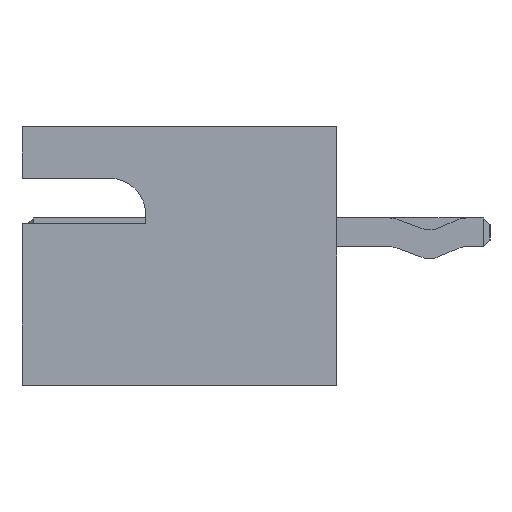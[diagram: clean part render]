
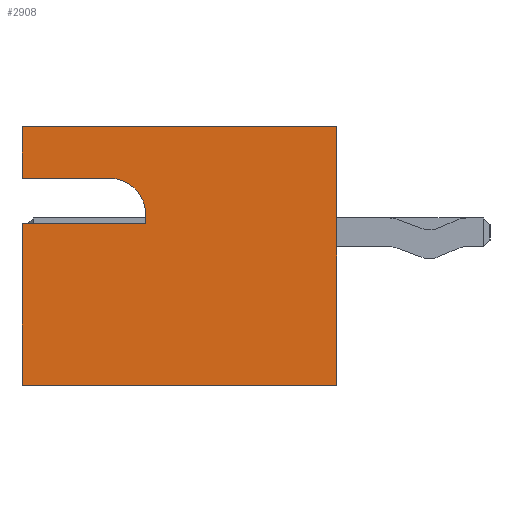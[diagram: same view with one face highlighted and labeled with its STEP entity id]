
A CAD part, left-side view. The second image highlights one B-rep face of the part: STEP entity #2908.
In plain terms, the highlighted planar face has unit normal (-1, 0, 0).
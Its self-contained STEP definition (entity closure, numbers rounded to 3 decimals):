
#23 = VECTOR ( 'NONE', #85, 1000. ) ;
#25 = DIRECTION ( 'NONE',  ( 0., -1., 0. ) ) ;
#30 = LINE ( 'NONE', #1909, #3350 ) ;
#77 = EDGE_CURVE ( 'NONE', #663, #369, #1208, .T. ) ;
#85 = DIRECTION ( 'NONE',  ( 0., 0., 1. ) ) ;
#150 = CARTESIAN_POINT ( 'NONE',  ( -4.95, 4.25, 2.875 ) ) ;
#166 = CARTESIAN_POINT ( 'NONE',  ( -4.95, 5.05, 0.925 ) ) ;
#224 = CARTESIAN_POINT ( 'NONE',  ( -4.95, 7., 1.725 ) ) ;
#298 = ORIENTED_EDGE ( 'NONE', *, *, #387, .F. ) ;
#359 = AXIS2_PLACEMENT_3D ( 'NONE', #3121, #735, #3100 ) ;
#369 = VERTEX_POINT ( 'NONE', #459 ) ;
#387 = EDGE_CURVE ( 'NONE', #1813, #663, #1176, .T. ) ;
#459 = CARTESIAN_POINT ( 'NONE',  ( -4.95, 5.05, 1.725 ) ) ;
#641 = ORIENTED_EDGE ( 'NONE', *, *, #2573, .F. ) ;
#663 = VERTEX_POINT ( 'NONE', #2304 ) ;
#709 = CARTESIAN_POINT ( 'NONE',  ( -4.95, 7., -2.875 ) ) ;
#735 = DIRECTION ( 'NONE',  ( 1., 0., 0. ) ) ;
#795 = VERTEX_POINT ( 'NONE', #4105 ) ;
#804 = VECTOR ( 'NONE', #2609, 1000. ) ;
#832 = DIRECTION ( 'NONE',  ( 0., 0., -1. ) ) ;
#858 = CARTESIAN_POINT ( 'NONE',  ( -4.95, 0., -2.875 ) ) ;
#890 = ORIENTED_EDGE ( 'NONE', *, *, #1218, .T. ) ;
#1129 = EDGE_CURVE ( 'NONE', #369, #4028, #1881, .T. ) ;
#1176 = LINE ( 'NONE', #150, #2884 ) ;
#1197 = LINE ( 'NONE', #1860, #2648 ) ;
#1208 = CIRCLE ( 'NONE', #1921, 0.8 ) ;
#1218 = EDGE_CURVE ( 'NONE', #1640, #3742, #30, .T. ) ;
#1262 = ORIENTED_EDGE ( 'NONE', *, *, #1129, .F. ) ;
#1310 = EDGE_CURVE ( 'NONE', #4028, #1517, #3928, .T. ) ;
#1438 = CARTESIAN_POINT ( 'NONE',  ( -4.95, 7., 2.875 ) ) ;
#1448 = PLANE ( 'NONE',  #359 ) ;
#1488 = DIRECTION ( 'NONE',  ( 0., 0., 1. ) ) ;
#1505 = DIRECTION ( 'NONE',  ( 0., -1., 0. ) ) ;
#1517 = VERTEX_POINT ( 'NONE', #3902 ) ;
#1640 = VERTEX_POINT ( 'NONE', #709 ) ;
#1652 = CARTESIAN_POINT ( 'NONE',  ( -4.95, 7., 0.725 ) ) ;
#1722 = FACE_OUTER_BOUND ( 'NONE', #3519, .T. ) ;
#1768 = EDGE_CURVE ( 'NONE', #1640, #2439, #1951, .T. ) ;
#1813 = VERTEX_POINT ( 'NONE', #3170 ) ;
#1818 = DIRECTION ( 'NONE',  ( 0., 0., -1. ) ) ;
#1860 = CARTESIAN_POINT ( 'NONE',  ( -4.95, 0., 2.875 ) ) ;
#1881 = LINE ( 'NONE', #224, #804 ) ;
#1909 = CARTESIAN_POINT ( 'NONE',  ( -4.95, 7., -2.875 ) ) ;
#1915 = DIRECTION ( 'NONE',  ( 0., -1., 0. ) ) ;
#1921 = AXIS2_PLACEMENT_3D ( 'NONE', #166, #2188, #1818 ) ;
#1951 = LINE ( 'NONE', #1438, #23 ) ;
#2034 = VECTOR ( 'NONE', #1915, 1000. ) ;
#2062 = EDGE_CURVE ( 'NONE', #795, #3742, #1197, .T. ) ;
#2188 = DIRECTION ( 'NONE',  ( -1., 0., 0. ) ) ;
#2304 = CARTESIAN_POINT ( 'NONE',  ( -4.95, 4.25, 0.925 ) ) ;
#2317 = VECTOR ( 'NONE', #25, 1000. ) ;
#2389 = CARTESIAN_POINT ( 'NONE',  ( -4.95, 7., 1.725 ) ) ;
#2424 = ORIENTED_EDGE ( 'NONE', *, *, #3157, .F. ) ;
#2439 = VERTEX_POINT ( 'NONE', #1652 ) ;
#2573 = EDGE_CURVE ( 'NONE', #2439, #1813, #3152, .T. ) ;
#2609 = DIRECTION ( 'NONE',  ( 0., 1., 0. ) ) ;
#2648 = VECTOR ( 'NONE', #832, 1000. ) ;
#2663 = CARTESIAN_POINT ( 'NONE',  ( -4.95, 7., 0. ) ) ;
#2710 = CARTESIAN_POINT ( 'NONE',  ( -4.95, 7., 0.725 ) ) ;
#2839 = ORIENTED_EDGE ( 'NONE', *, *, #2062, .F. ) ;
#2884 = VECTOR ( 'NONE', #1488, 1000. ) ;
#2908 = ADVANCED_FACE ( 'NONE', ( #1722 ), #1448, .F. ) ;
#3009 = ORIENTED_EDGE ( 'NONE', *, *, #1768, .F. ) ;
#3093 = LINE ( 'NONE', #4319, #2034 ) ;
#3100 = DIRECTION ( 'NONE',  ( 0., 0., -1. ) ) ;
#3121 = CARTESIAN_POINT ( 'NONE',  ( -4.95, 7., 2.875 ) ) ;
#3152 = LINE ( 'NONE', #2710, #2317 ) ;
#3157 = EDGE_CURVE ( 'NONE', #1517, #795, #3093, .T. ) ;
#3170 = CARTESIAN_POINT ( 'NONE',  ( -4.95, 4.25, 0.725 ) ) ;
#3296 = DIRECTION ( 'NONE',  ( 0., 0., 1. ) ) ;
#3350 = VECTOR ( 'NONE', #1505, 1000. ) ;
#3519 = EDGE_LOOP ( 'NONE', ( #641, #3009, #890, #2839, #2424, #3774, #1262, #3758, #298 ) ) ;
#3742 = VERTEX_POINT ( 'NONE', #858 ) ;
#3758 = ORIENTED_EDGE ( 'NONE', *, *, #77, .F. ) ;
#3774 = ORIENTED_EDGE ( 'NONE', *, *, #1310, .F. ) ;
#3902 = CARTESIAN_POINT ( 'NONE',  ( -4.95, 7., 2.875 ) ) ;
#3928 = LINE ( 'NONE', #2663, #4315 ) ;
#4028 = VERTEX_POINT ( 'NONE', #2389 ) ;
#4105 = CARTESIAN_POINT ( 'NONE',  ( -4.95, 0., 2.875 ) ) ;
#4315 = VECTOR ( 'NONE', #3296, 1000. ) ;
#4319 = CARTESIAN_POINT ( 'NONE',  ( -4.95, 7., 2.875 ) ) ;
